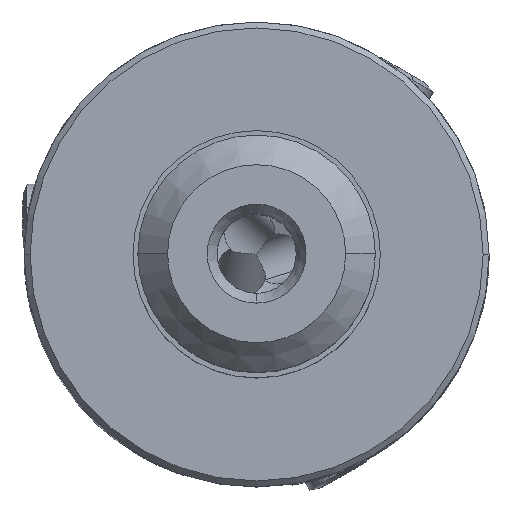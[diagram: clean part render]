
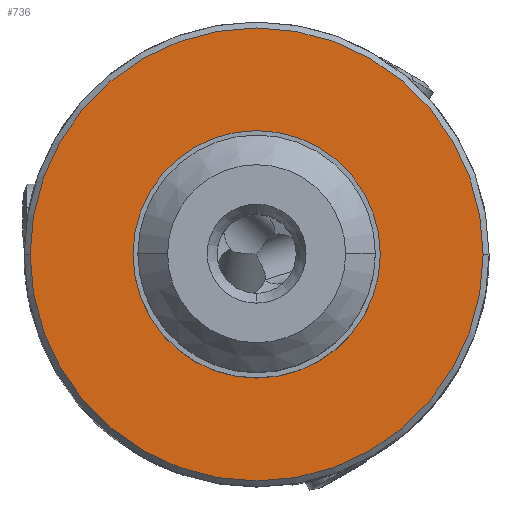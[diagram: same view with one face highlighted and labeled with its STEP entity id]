
A CAD part, top view. The second image highlights one B-rep face of the part: STEP entity #736.
In plain terms, the highlighted planar face has unit normal (0, 0, 1).
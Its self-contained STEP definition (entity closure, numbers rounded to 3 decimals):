
#223=PLANE('',#6829);
#736=ADVANCED_FACE('',(#1125,#1126),#223,.T.);
#1125=FACE_BOUND('',#1298,.T.);
#1126=FACE_BOUND('',#1299,.T.);
#1298=EDGE_LOOP('',(#3352,#3353,#3354,#3355));
#1299=EDGE_LOOP('',(#3356,#3357));
#3352=ORIENTED_EDGE('',*,*,#5590,.F.);
#3353=ORIENTED_EDGE('',*,*,#5591,.F.);
#3354=ORIENTED_EDGE('',*,*,#5592,.F.);
#3355=ORIENTED_EDGE('',*,*,#5593,.F.);
#3356=ORIENTED_EDGE('',*,*,#5587,.F.);
#3357=ORIENTED_EDGE('',*,*,#5589,.F.);
#4807=VERTEX_POINT('',#12985);
#4808=VERTEX_POINT('',#12987);
#4809=VERTEX_POINT('',#12993);
#4810=VERTEX_POINT('',#12994);
#4811=VERTEX_POINT('',#12996);
#4812=VERTEX_POINT('',#12998);
#5587=EDGE_CURVE('',#4807,#4808,#6205,.T.);
#5589=EDGE_CURVE('',#4808,#4807,#6207,.T.);
#5590=EDGE_CURVE('',#4809,#4810,#6208,.T.);
#5591=EDGE_CURVE('',#4811,#4809,#6209,.T.);
#5592=EDGE_CURVE('',#4812,#4811,#6210,.T.);
#5593=EDGE_CURVE('',#4810,#4812,#6211,.T.);
#6205=CIRCLE('',#6820,6.25);
#6207=CIRCLE('',#6823,6.25);
#6208=CIRCLE('',#6825,11.45);
#6209=CIRCLE('',#6826,11.45);
#6210=CIRCLE('',#6827,11.45);
#6211=CIRCLE('',#6828,11.45);
#6820=AXIS2_PLACEMENT_3D('',#12986,#7997,#7998);
#6823=AXIS2_PLACEMENT_3D('',#12990,#8003,#8004);
#6825=AXIS2_PLACEMENT_3D('',#12992,#8007,#8008);
#6826=AXIS2_PLACEMENT_3D('',#12995,#8009,#8010);
#6827=AXIS2_PLACEMENT_3D('',#12997,#8011,#8012);
#6828=AXIS2_PLACEMENT_3D('',#12999,#8013,#8014);
#6829=AXIS2_PLACEMENT_3D('',#13000,#8015,#8016);
#7997=DIRECTION('',(0.,0.,1.));
#7998=DIRECTION('',(1.,0.,0.));
#8003=DIRECTION('',(0.,0.,1.));
#8004=DIRECTION('',(-1.,0.,0.));
#8007=DIRECTION('',(0.,0.,-1.));
#8008=DIRECTION('',(0.,1.,0.));
#8009=DIRECTION('',(0.,0.,-1.));
#8010=DIRECTION('',(-1.,0.,0.));
#8011=DIRECTION('',(0.,0.,-1.));
#8012=DIRECTION('',(0.,-1.,0.));
#8013=DIRECTION('',(0.,0.,-1.));
#8014=DIRECTION('',(1.,0.,0.));
#8015=DIRECTION('',(0.,0.,1.));
#8016=DIRECTION('',(-1.,0.,0.));
#12985=CARTESIAN_POINT('',(6.25,0.,0.));
#12986=CARTESIAN_POINT('',(0.,0.,0.));
#12987=CARTESIAN_POINT('',(-6.25,0.,0.));
#12990=CARTESIAN_POINT('',(0.,0.,0.));
#12992=CARTESIAN_POINT('',(0.,0.,0.));
#12993=CARTESIAN_POINT('',(0.,11.45,0.));
#12994=CARTESIAN_POINT('',(11.45,0.,0.));
#12995=CARTESIAN_POINT('',(0.,0.,0.));
#12996=CARTESIAN_POINT('',(-11.45,0.,0.));
#12997=CARTESIAN_POINT('',(0.,0.,0.));
#12998=CARTESIAN_POINT('',(0.,-11.45,0.));
#12999=CARTESIAN_POINT('',(0.,0.,0.));
#13000=CARTESIAN_POINT('',(0.,0.001,0.));
